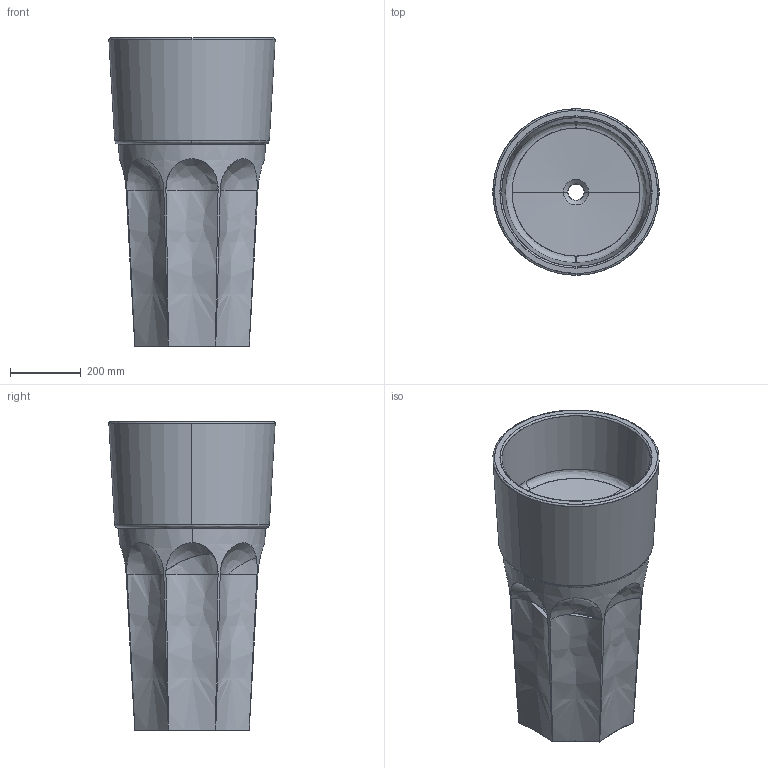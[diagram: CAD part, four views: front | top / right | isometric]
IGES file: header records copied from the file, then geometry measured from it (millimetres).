
Start section: SolidWorks IGES file using analytic representation for surfaces
Global section: file name: SPR-7810 Sprizz.IGS; native system: SolidWorks 2020; preprocessor: SolidWorks 2020; author: M.Poidinger; date: 210915.102111; units: millimetre
Bounding box: 469.41 x 469.41 x 870 mm (x, y, z)
Surface area: 2325306.7 mm2 (no closed solid volume)
Topology: 0 solids, 0 shells, 80 faces, 1825 edges, 1805 vertices
Faces by surface type: bspline 62, revolution 18
